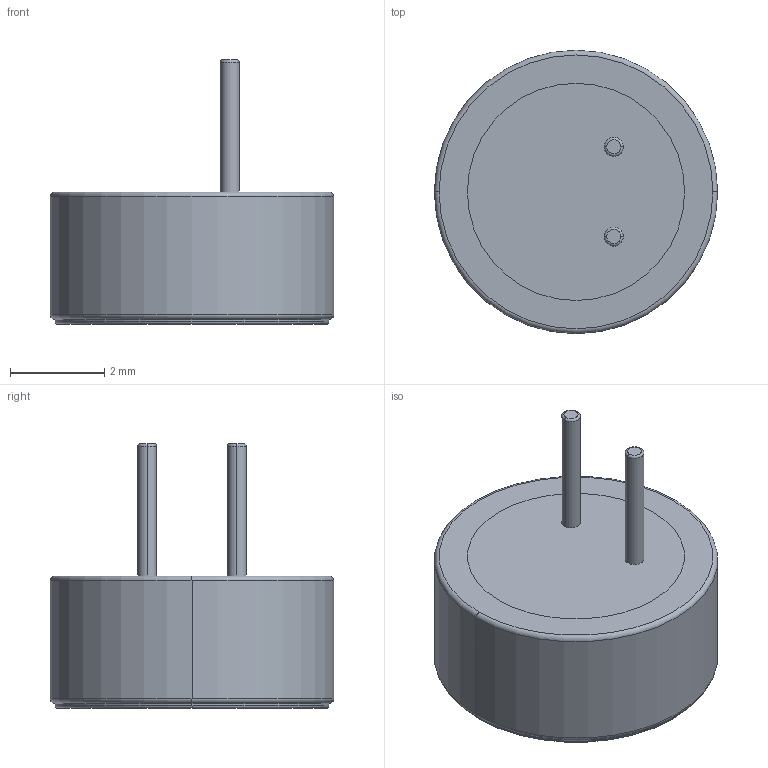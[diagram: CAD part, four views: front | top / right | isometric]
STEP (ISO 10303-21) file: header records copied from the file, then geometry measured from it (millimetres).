
FILE_DESCRIPTION (( 'STEP AP214' ), '1' );
FILE_NAME ('MIC POM-2738P-R.STEP', '2016-02-17T06:24:27', ( 'University of South Australia' ), ( 'UniSA' ), 'SwSTEP 2.0', 'SolidWorks 2014', '' );
FILE_SCHEMA (( 'AUTOMOTIVE_DESIGN' ));
Length unit declared in the file: millimetre
Products named in the file (1): MIC POM-2738P-R
Bounding box: 6 x 6 x 5.6 mm (x, y, z)
Volume: 79.6 mm3; surface area: 203.7 mm2
Topology: 5 solids, 5 shells, 33 faces, 56 edges, 34 vertices
Faces by surface type: cylinder 12, plane 11, torus 10
Entity records: 1084 total; most frequent: DIRECTION 168, CARTESIAN_POINT 124, ORIENTED_EDGE 112, AXIS2_PLACEMENT_3D 78, EDGE_CURVE 56, CIRCLE 44, EDGE_LOOP 34, VERTEX_POINT 34
